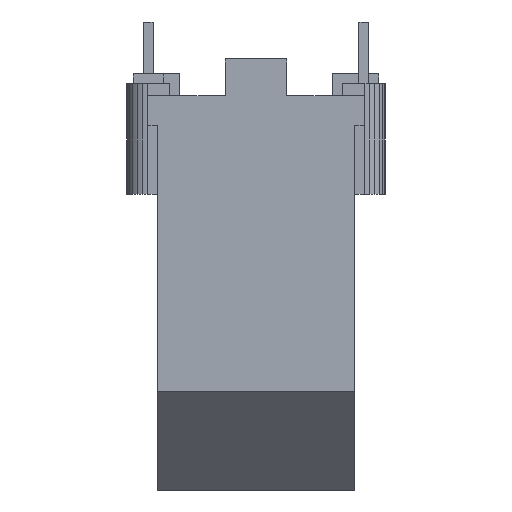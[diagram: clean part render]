
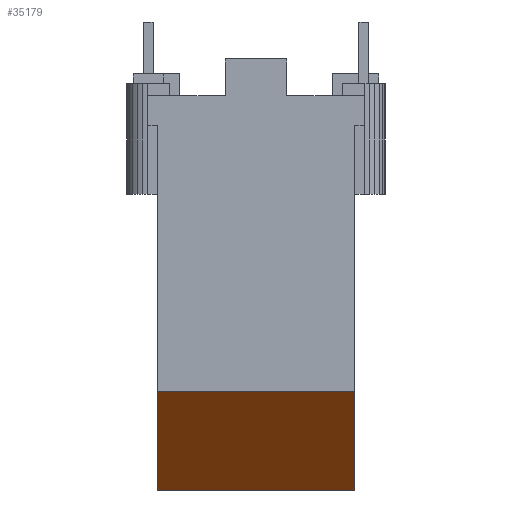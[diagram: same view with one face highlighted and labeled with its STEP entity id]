
A CAD part, front view. The second image highlights one B-rep face of the part: STEP entity #35179.
In plain terms, the highlighted planar face has unit normal (0, -0.707, -0.707).
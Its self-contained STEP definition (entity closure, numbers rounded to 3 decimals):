
#1841 = PLANE('',#1842);
#1842 = AXIS2_PLACEMENT_3D('',#1843,#1844,#1845);
#1843 = CARTESIAN_POINT('',(13.5,24.,0.));
#1844 = DIRECTION('',(1.,0.,0.));
#1845 = DIRECTION('',(0.,0.,1.));
#8039 = PLANE('',#8040);
#8040 = AXIS2_PLACEMENT_3D('',#8041,#8042,#8043);
#8041 = CARTESIAN_POINT('',(-2.5,0.,8.));
#8042 = DIRECTION('',(0.,-1.,0.));
#8043 = DIRECTION('',(0.,0.,-1.));
#11626 = EDGE_CURVE('',#11627,#11629,#11631,.T.);
#11627 = VERTEX_POINT('',#11628);
#11628 = CARTESIAN_POINT('',(-2.5,0.,8.));
#11629 = VERTEX_POINT('',#11630);
#11630 = CARTESIAN_POINT('',(13.5,0.,8.));
#11631 = SURFACE_CURVE('',#11632,(#11636,#11643),.PCURVE_S1.);
#11632 = LINE('',#11633,#11634);
#11633 = CARTESIAN_POINT('',(-2.5,0.,8.));
#11634 = VECTOR('',#11635,1.);
#11635 = DIRECTION('',(1.,0.,0.));
#11636 = PCURVE('',#8039,#11637);
#11637 = DEFINITIONAL_REPRESENTATION('',(#11638),#11642);
#11638 = LINE('',#11639,#11640);
#11639 = CARTESIAN_POINT('',(0.,0.));
#11640 = VECTOR('',#11641,1.);
#11641 = DIRECTION('',(0.,1.));
#11642 = ( GEOMETRIC_REPRESENTATION_CONTEXT(2) 
PARAMETRIC_REPRESENTATION_CONTEXT() REPRESENTATION_CONTEXT('2D SPACE',''
  ) );
#11643 = PCURVE('',#11644,#11649);
#11644 = PLANE('',#11645);
#11645 = AXIS2_PLACEMENT_3D('',#11646,#11647,#11648);
#11646 = CARTESIAN_POINT('',(-2.5,0.,8.));
#11647 = DIRECTION('',(0.,-0.707,
    -0.707));
#11648 = DIRECTION('',(0.,0.707,-0.707));
#11649 = DEFINITIONAL_REPRESENTATION('',(#11650),#11654);
#11650 = LINE('',#11651,#11652);
#11651 = CARTESIAN_POINT('',(0.,0.));
#11652 = VECTOR('',#11653,1.);
#11653 = DIRECTION('',(0.,1.));
#11654 = ( GEOMETRIC_REPRESENTATION_CONTEXT(2) 
PARAMETRIC_REPRESENTATION_CONTEXT() REPRESENTATION_CONTEXT('2D SPACE',''
  ) );
#11884 = PLANE('',#11885);
#11885 = AXIS2_PLACEMENT_3D('',#11886,#11887,#11888);
#11886 = CARTESIAN_POINT('',(-2.5,31.491,29.6));
#11887 = DIRECTION('',(-1.,0.,0.));
#11888 = DIRECTION('',(0.,0.,-1.));
#29244 = VERTEX_POINT('',#29245);
#29245 = CARTESIAN_POINT('',(-2.5,8.,0.));
#29259 = PLANE('',#29260);
#29260 = AXIS2_PLACEMENT_3D('',#29261,#29262,#29263);
#29261 = CARTESIAN_POINT('',(-2.5,8.,0.));
#29262 = DIRECTION('',(0.,0.,-1.));
#29263 = DIRECTION('',(-1.,0.,0.));
#29271 = EDGE_CURVE('',#11627,#29244,#29272,.T.);
#29272 = SURFACE_CURVE('',#29273,(#29277,#29284),.PCURVE_S1.);
#29273 = LINE('',#29274,#29275);
#29274 = CARTESIAN_POINT('',(-2.5,0.,8.));
#29275 = VECTOR('',#29276,1.);
#29276 = DIRECTION('',(0.,0.707,-0.707));
#29277 = PCURVE('',#11884,#29278);
#29278 = DEFINITIONAL_REPRESENTATION('',(#29279),#29283);
#29279 = LINE('',#29280,#29281);
#29280 = CARTESIAN_POINT('',(21.6,31.491));
#29281 = VECTOR('',#29282,1.);
#29282 = DIRECTION('',(0.707,-0.707));
#29283 = ( GEOMETRIC_REPRESENTATION_CONTEXT(2) 
PARAMETRIC_REPRESENTATION_CONTEXT() REPRESENTATION_CONTEXT('2D SPACE',''
  ) );
#29284 = PCURVE('',#11644,#29285);
#29285 = DEFINITIONAL_REPRESENTATION('',(#29286),#29290);
#29286 = LINE('',#29287,#29288);
#29287 = CARTESIAN_POINT('',(0.,0.));
#29288 = VECTOR('',#29289,1.);
#29289 = DIRECTION('',(1.,0.));
#29290 = ( GEOMETRIC_REPRESENTATION_CONTEXT(2) 
PARAMETRIC_REPRESENTATION_CONTEXT() REPRESENTATION_CONTEXT('2D SPACE',''
  ) );
#35179 = ADVANCED_FACE('',(#35180),#11644,.T.);
#35180 = FACE_BOUND('',#35181,.T.);
#35181 = EDGE_LOOP('',(#35182,#35183,#35206,#35227));
#35182 = ORIENTED_EDGE('',*,*,#29271,.T.);
#35183 = ORIENTED_EDGE('',*,*,#35184,.F.);
#35184 = EDGE_CURVE('',#35185,#29244,#35187,.T.);
#35185 = VERTEX_POINT('',#35186);
#35186 = CARTESIAN_POINT('',(13.5,8.,0.));
#35187 = SURFACE_CURVE('',#35188,(#35192,#35199),.PCURVE_S1.);
#35188 = LINE('',#35189,#35190);
#35189 = CARTESIAN_POINT('',(13.5,8.,0.));
#35190 = VECTOR('',#35191,1.);
#35191 = DIRECTION('',(-1.,0.,0.));
#35192 = PCURVE('',#11644,#35193);
#35193 = DEFINITIONAL_REPRESENTATION('',(#35194),#35198);
#35194 = LINE('',#35195,#35196);
#35195 = CARTESIAN_POINT('',(11.314,16.));
#35196 = VECTOR('',#35197,1.);
#35197 = DIRECTION('',(0.,-1.));
#35198 = ( GEOMETRIC_REPRESENTATION_CONTEXT(2) 
PARAMETRIC_REPRESENTATION_CONTEXT() REPRESENTATION_CONTEXT('2D SPACE',''
  ) );
#35199 = PCURVE('',#29259,#35200);
#35200 = DEFINITIONAL_REPRESENTATION('',(#35201),#35205);
#35201 = LINE('',#35202,#35203);
#35202 = CARTESIAN_POINT('',(-16.,0.));
#35203 = VECTOR('',#35204,1.);
#35204 = DIRECTION('',(1.,0.));
#35205 = ( GEOMETRIC_REPRESENTATION_CONTEXT(2) 
PARAMETRIC_REPRESENTATION_CONTEXT() REPRESENTATION_CONTEXT('2D SPACE',''
  ) );
#35206 = ORIENTED_EDGE('',*,*,#35207,.T.);
#35207 = EDGE_CURVE('',#35185,#11629,#35208,.T.);
#35208 = SURFACE_CURVE('',#35209,(#35213,#35220),.PCURVE_S1.);
#35209 = LINE('',#35210,#35211);
#35210 = CARTESIAN_POINT('',(13.5,8.,0.));
#35211 = VECTOR('',#35212,1.);
#35212 = DIRECTION('',(0.,-0.707,0.707));
#35213 = PCURVE('',#11644,#35214);
#35214 = DEFINITIONAL_REPRESENTATION('',(#35215),#35219);
#35215 = LINE('',#35216,#35217);
#35216 = CARTESIAN_POINT('',(11.314,16.));
#35217 = VECTOR('',#35218,1.);
#35218 = DIRECTION('',(-1.,0.));
#35219 = ( GEOMETRIC_REPRESENTATION_CONTEXT(2) 
PARAMETRIC_REPRESENTATION_CONTEXT() REPRESENTATION_CONTEXT('2D SPACE',''
  ) );
#35220 = PCURVE('',#1841,#35221);
#35221 = DEFINITIONAL_REPRESENTATION('',(#35222),#35226);
#35222 = LINE('',#35223,#35224);
#35223 = CARTESIAN_POINT('',(0.,16.));
#35224 = VECTOR('',#35225,1.);
#35225 = DIRECTION('',(0.707,0.707));
#35226 = ( GEOMETRIC_REPRESENTATION_CONTEXT(2) 
PARAMETRIC_REPRESENTATION_CONTEXT() REPRESENTATION_CONTEXT('2D SPACE',''
  ) );
#35227 = ORIENTED_EDGE('',*,*,#11626,.F.);
